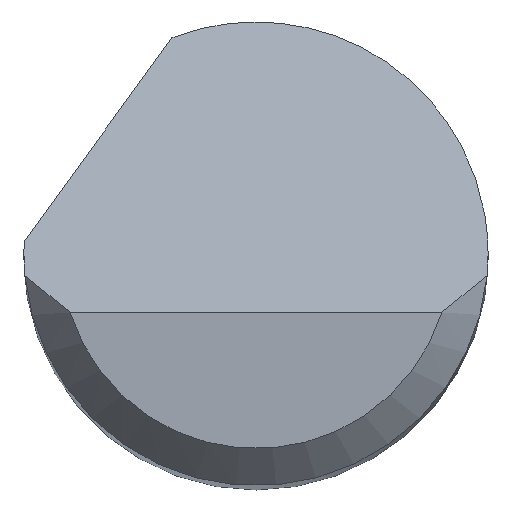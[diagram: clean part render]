
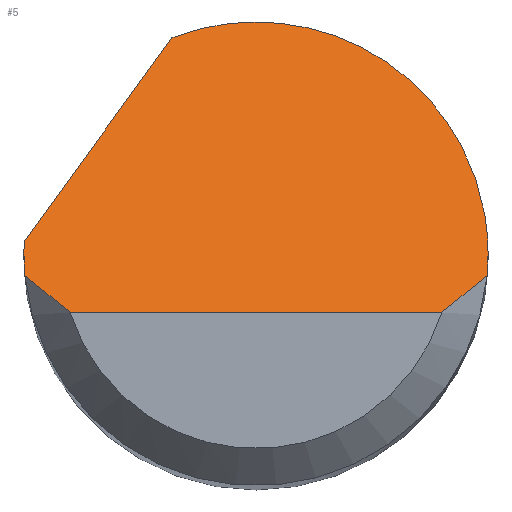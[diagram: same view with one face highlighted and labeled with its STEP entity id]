
A CAD part, top view. The second image highlights one B-rep face of the part: STEP entity #5.
In plain terms, the highlighted planar face has unit normal (0, 0.707, 0.707).
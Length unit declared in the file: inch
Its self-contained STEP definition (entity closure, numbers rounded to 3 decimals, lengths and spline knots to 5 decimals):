
#5 = ADVANCED_FACE ( 'NONE', ( #458 ), #869, .F. ) ;
#37 = DIRECTION ( 'NONE',  ( 0.456, 0.629, -0.629 ) ) ;
#43 = CARTESIAN_POINT ( 'NONE',  ( -0.09375, -0.02375, 2. ) ) ;
#52 = VERTEX_POINT ( 'NONE', #569 ) ;
#56 = VERTEX_POINT ( 'NONE', #371 ) ;
#76 = CARTESIAN_POINT ( 'NONE',  ( 0.09375, 0., 1.97625 ) ) ;
#124 = CARTESIAN_POINT ( 'NONE',  ( -0.03394, 0.08739, 1.88886 ) ) ;
#134 = AXIS2_PLACEMENT_3D ( 'NONE', #43, #958, #1238 ) ;
#166 = ORIENTED_EDGE ( 'NONE', *, *, #871, .F. ) ;
#182 = B_SPLINE_CURVE_WITH_KNOTS ( 'NONE', 3,
 ( #256, #364, #743, #567 ),
 .UNSPECIFIED., .F., .F.,
 ( 4, 4 ),
 ( 0., 0.00071 ),
 .UNSPECIFIED. ) ;
#246 = CARTESIAN_POINT ( 'NONE',  ( -0.09362, 0.005, 1.97125 ) ) ;
#256 = CARTESIAN_POINT ( 'NONE',  ( -0.09334, -0.00875, 1.985 ) ) ;
#273 =( BOUNDED_CURVE ( )  B_SPLINE_CURVE ( 3, ( #1209, #826, #628, #1124 ),
 .UNSPECIFIED., .F., .T. ) 
 B_SPLINE_CURVE_WITH_KNOTS ( ( 4, 4 ),
 ( 4.71239, 4.76575 ),
 .UNSPECIFIED. ) 
 CURVE ( )  GEOMETRIC_REPRESENTATION_ITEM ( )  RATIONAL_B_SPLINE_CURVE ( ( 1., 1., 1., 1. ) ) 
 REPRESENTATION_ITEM ( '' )  );
#276 = CARTESIAN_POINT ( 'NONE',  ( 0.09334, -0.00875, 1.985 ) ) ;
#279 = CARTESIAN_POINT ( 'NONE',  ( -0.03394, 0.08739, 1.88886 ) ) ;
#286 = CARTESIAN_POINT ( 'NONE',  ( 0.09375, 0., 1.97625 ) ) ;
#290 = CARTESIAN_POINT ( 'NONE',  ( 0.09361, -0.00584, 1.98209 ) ) ;
#331 = CARTESIAN_POINT ( 'NONE',  ( -0.09375, -0.00292, 1.97917 ) ) ;
#337 = CARTESIAN_POINT ( 'NONE',  ( -0.09334, -0.00875, 1.985 ) ) ;
#354 = LINE ( 'NONE', #734, #683 ) ;
#364 = CARTESIAN_POINT ( 'NONE',  ( -0.08761, -0.01397, 1.99022 ) ) ;
#365 = VERTEX_POINT ( 'NONE', #838 ) ;
#371 = CARTESIAN_POINT ( 'NONE',  ( 0.07508, -0.02375, 2. ) ) ;
#391 = VECTOR ( 'NONE', #1198, 39.37008 ) ;
#458 = FACE_OUTER_BOUND ( 'NONE', #1028, .T. ) ;
#483 = EDGE_CURVE ( 'NONE', #365, #939, #182, .T. ) ;
#485 = CARTESIAN_POINT ( 'NONE',  ( 0.03379, 0.11369, 1.86256 ) ) ;
#493 = CARTESIAN_POINT ( 'NONE',  ( 0.09375, 0., 1.97625 ) ) ;
#527 = CARTESIAN_POINT ( 'NONE',  ( 0.09334, -0.00875, 1.985 ) ) ;
#547 = CARTESIAN_POINT ( 'NONE',  ( 0.08761, -0.01397, 1.99022 ) ) ;
#567 = CARTESIAN_POINT ( 'NONE',  ( -0.07508, -0.02375, 2. ) ) ;
#569 = CARTESIAN_POINT ( 'NONE',  ( -0.09375, 0., 1.97625 ) ) ;
#599 = CARTESIAN_POINT ( 'NONE',  ( 0.09375, 0.07266, 1.90359 ) ) ;
#627 = CARTESIAN_POINT ( 'NONE',  ( 0.07508, -0.02375, 2. ) ) ;
#628 = CARTESIAN_POINT ( 'NONE',  ( -0.09371, 0.00333, 1.97292 ) ) ;
#650 = VERTEX_POINT ( 'NONE', #493 ) ;
#671 = EDGE_CURVE ( 'NONE', #864, #650, #1276, .T. ) ;
#683 = VECTOR ( 'NONE', #37, 39.37008 ) ;
#711 = ORIENTED_EDGE ( 'NONE', *, *, #1261, .F. ) ;
#734 = CARTESIAN_POINT ( 'NONE',  ( -0.11014, -0.01781, 1.99406 ) ) ;
#743 = CARTESIAN_POINT ( 'NONE',  ( -0.08157, -0.019, 1.99525 ) ) ;
#747 = ORIENTED_EDGE ( 'NONE', *, *, #948, .T. ) ;
#754 = CARTESIAN_POINT ( 'NONE',  ( -0.09361, -0.00584, 1.98209 ) ) ;
#776 = VERTEX_POINT ( 'NONE', #246 ) ;
#822 = B_SPLINE_CURVE_WITH_KNOTS ( 'NONE', 3,
 ( #627, #841, #547, #527 ),
 .UNSPECIFIED., .F., .F.,
 ( 4, 4 ),
 ( 0., 0.00071 ),
 .UNSPECIFIED. ) ;
#826 = CARTESIAN_POINT ( 'NONE',  ( -0.09375, 0.00167, 1.97458 ) ) ;
#832 = ORIENTED_EDGE ( 'NONE', *, *, #483, .T. ) ;
#838 = CARTESIAN_POINT ( 'NONE',  ( -0.09334, -0.00875, 1.985 ) ) ;
#841 = CARTESIAN_POINT ( 'NONE',  ( 0.08157, -0.019, 1.99525 ) ) ;
#853 = CARTESIAN_POINT ( 'NONE',  ( -0.09375, 0., 1.97625 ) ) ;
#864 = VERTEX_POINT ( 'NONE', #124 ) ;
#869 = PLANE ( 'NONE',  #134 ) ;
#871 = EDGE_CURVE ( 'NONE', #52, #776, #273, .T. ) ;
#910 = LINE ( 'NONE', #1019, #391 ) ;
#918 = VERTEX_POINT ( 'NONE', #1000 ) ;
#939 = VERTEX_POINT ( 'NONE', #1282 ) ;
#948 = EDGE_CURVE ( 'NONE', #939, #56, #910, .T. ) ;
#954 = ORIENTED_EDGE ( 'NONE', *, *, #1108, .F. ) ;
#958 = DIRECTION ( 'NONE',  ( 0., -0.707, -0.707 ) ) ;
#965 = CARTESIAN_POINT ( 'NONE',  ( 0.09375, -0.00292, 1.97917 ) ) ;
#967 =( BOUNDED_CURVE ( )  B_SPLINE_CURVE ( 3, ( #76, #965, #290, #276 ),
 .UNSPECIFIED., .F., .T. ) 
 B_SPLINE_CURVE_WITH_KNOTS ( ( 4, 4 ),
 ( 1.5708, 1.66427 ),
 .UNSPECIFIED. ) 
 CURVE ( )  GEOMETRIC_REPRESENTATION_ITEM ( )  RATIONAL_B_SPLINE_CURVE ( ( 1., 0.999, 0.999, 1. ) ) 
 REPRESENTATION_ITEM ( '' )  );
#990 = ORIENTED_EDGE ( 'NONE', *, *, #1212, .T. ) ;
#1000 = CARTESIAN_POINT ( 'NONE',  ( 0.09334, -0.00875, 1.985 ) ) ;
#1004 = ORIENTED_EDGE ( 'NONE', *, *, #1169, .F. ) ;
#1019 = CARTESIAN_POINT ( 'NONE',  ( 0., -0.02375, 2. ) ) ;
#1028 = EDGE_LOOP ( 'NONE', ( #747, #990, #711, #1035, #1004, #166, #954, #832 ) ) ;
#1035 = ORIENTED_EDGE ( 'NONE', *, *, #671, .F. ) ;
#1108 = EDGE_CURVE ( 'NONE', #365, #52, #1156, .T. ) ;
#1124 = CARTESIAN_POINT ( 'NONE',  ( -0.09362, 0.005, 1.97125 ) ) ;
#1156 =( BOUNDED_CURVE ( )  B_SPLINE_CURVE ( 3, ( #337, #754, #331, #853 ),
 .UNSPECIFIED., .F., .T. ) 
 B_SPLINE_CURVE_WITH_KNOTS ( ( 4, 4 ),
 ( 4.61892, 4.71239 ),
 .UNSPECIFIED. ) 
 CURVE ( )  GEOMETRIC_REPRESENTATION_ITEM ( )  RATIONAL_B_SPLINE_CURVE ( ( 1., 0.999, 0.999, 1. ) ) 
 REPRESENTATION_ITEM ( '' )  );
#1169 = EDGE_CURVE ( 'NONE', #776, #864, #354, .T. ) ;
#1198 = DIRECTION ( 'NONE',  ( 1., 0., 0. ) ) ;
#1209 = CARTESIAN_POINT ( 'NONE',  ( -0.09375, 0., 1.97625 ) ) ;
#1212 = EDGE_CURVE ( 'NONE', #56, #918, #822, .T. ) ;
#1238 = DIRECTION ( 'NONE',  ( 0., 0.707, -0.707 ) ) ;
#1261 = EDGE_CURVE ( 'NONE', #650, #918, #967, .T. ) ;
#1276 =( BOUNDED_CURVE ( )  B_SPLINE_CURVE ( 3, ( #279, #485, #599, #286 ),
 .UNSPECIFIED., .F., .T. ) 
 B_SPLINE_CURVE_WITH_KNOTS ( ( 4, 4 ),
 ( 5.91277, 7.85398 ),
 .UNSPECIFIED. ) 
 CURVE ( )  GEOMETRIC_REPRESENTATION_ITEM ( )  RATIONAL_B_SPLINE_CURVE ( ( 1., 0.71, 0.71, 1. ) ) 
 REPRESENTATION_ITEM ( '' )  );
#1282 = CARTESIAN_POINT ( 'NONE',  ( -0.07508, -0.02375, 2. ) ) ;
